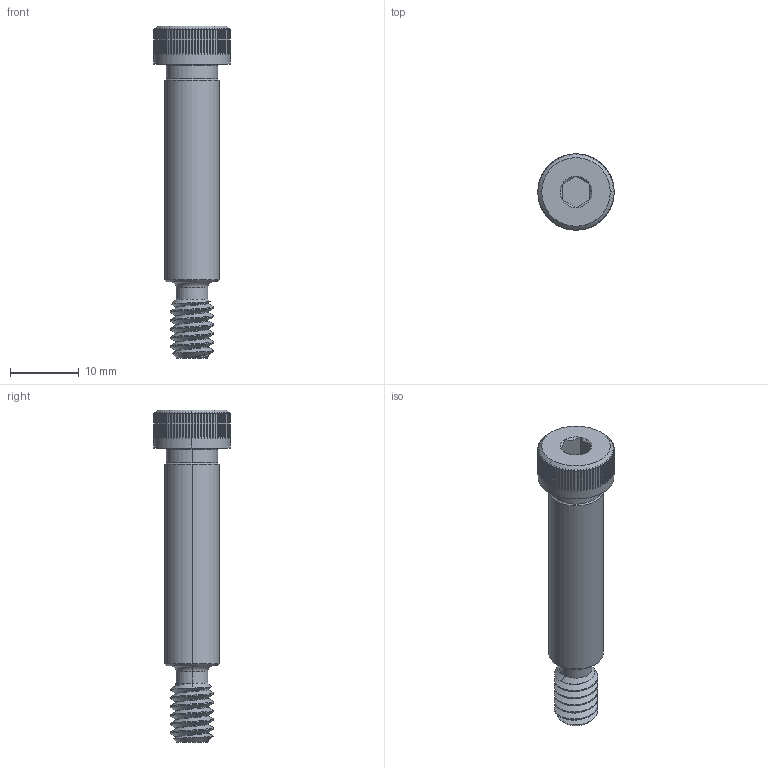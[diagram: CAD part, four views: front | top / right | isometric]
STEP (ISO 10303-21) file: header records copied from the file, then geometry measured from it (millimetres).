
FILE_DESCRIPTION (( 'STEP AP203' ), '1' );
FILE_NAME ('91259A585_Alloy Steel Shoulder Screw.STEP', '2022-11-18T17:17:19', ( 'Administrator' ), ( 'Managed by Terraform' ), 'SwSTEP 2.0', 'SolidWorks 2017', '' );
FILE_SCHEMA (( 'CONFIG_CONTROL_DESIGN' ));
Length unit declared in the file: inch
Products named in the file (1): 91259A585_Alloy Steel Shoulder Screw
Bounding box: 11.11 x 11.11 x 48.42 mm (x, y, z)
Volume: 2279.5 mm3; surface area: 1546.7 mm2
Topology: 1 solids, 1 shells, 359 faces, 957 edges, 603 vertices
Faces by surface type: cone 171, plane 163, cylinder 20, bspline 3, torus 2
Entity records: 12810 total; most frequent: CARTESIAN_POINT 4402, ORIENTED_EDGE 1914, DIRECTION 1512, EDGE_CURVE 957, VERTEX_POINT 603, AXIS2_PLACEMENT_3D 544, LINE 424, VECTOR 424
